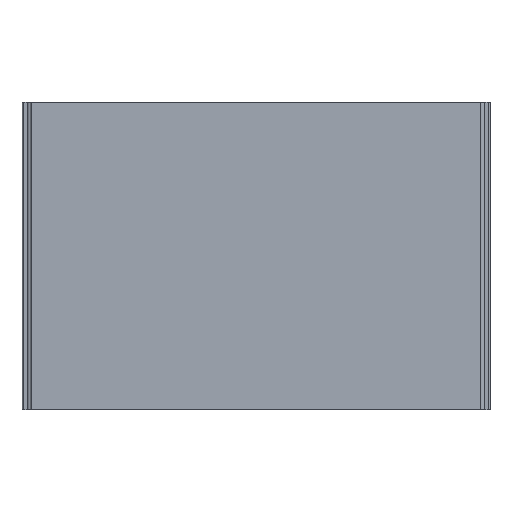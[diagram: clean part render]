
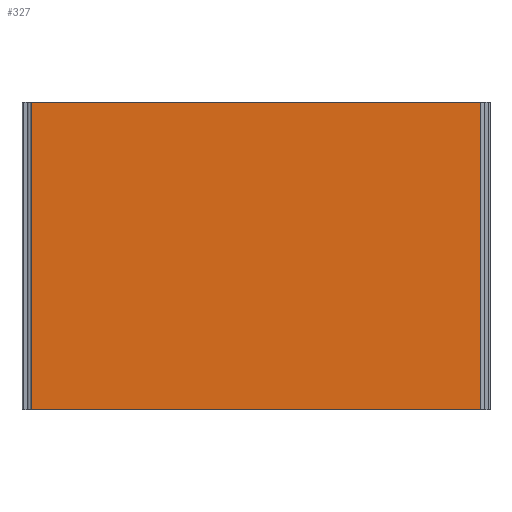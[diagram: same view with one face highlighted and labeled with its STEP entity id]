
A CAD part, front view. The second image highlights one B-rep face of the part: STEP entity #327.
In plain terms, the highlighted planar face has unit normal (0, -1, 0).
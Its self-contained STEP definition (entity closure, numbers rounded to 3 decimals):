
#28 = CARTESIAN_POINT ( 'NONE',  ( -30.516, 0., 10. ) ) ;
#53 = DIRECTION ( 'NONE',  ( 0., 0., 1. ) ) ;
#58 = ORIENTED_EDGE ( 'NONE', *, *, #172, .F. ) ;
#63 = DIRECTION ( 'NONE',  ( 1., 0., 0. ) ) ;
#102 = VECTOR ( 'NONE', #53, 1000. ) ;
#105 = EDGE_CURVE ( 'NONE', #810, #452, #717, .T. ) ;
#146 = LINE ( 'NONE', #497, #430 ) ;
#172 = EDGE_CURVE ( 'NONE', #810, #678, #727, .T. ) ;
#177 = ORIENTED_EDGE ( 'NONE', *, *, #572, .T. ) ;
#239 = VECTOR ( 'NONE', #429, 1000. ) ;
#327 = ADVANCED_FACE ( 'NONE', ( #567 ), #518, .T. ) ;
#335 = EDGE_LOOP ( 'NONE', ( #773, #58, #462, #177 ) ) ;
#381 = CARTESIAN_POINT ( 'NONE',  ( 116.016, 0., 10. ) ) ;
#396 = CARTESIAN_POINT ( 'NONE',  ( 116.016, 0., 110. ) ) ;
#423 = DIRECTION ( 'NONE',  ( 1., 0., 0. ) ) ;
#429 = DIRECTION ( 'NONE',  ( 0., 0., 1. ) ) ;
#430 = VECTOR ( 'NONE', #423, 1000. ) ;
#452 = VERTEX_POINT ( 'NONE', #381 ) ;
#462 = ORIENTED_EDGE ( 'NONE', *, *, #105, .T. ) ;
#470 = VECTOR ( 'NONE', #63, 1000. ) ;
#471 = CARTESIAN_POINT ( 'NONE',  ( 116.016, 0., 10. ) ) ;
#484 = CARTESIAN_POINT ( 'NONE',  ( -30.516, 0., 10. ) ) ;
#497 = CARTESIAN_POINT ( 'NONE',  ( -30.516, 0., 110. ) ) ;
#508 = DIRECTION ( 'NONE',  ( 1., 0., 0. ) ) ;
#518 = PLANE ( 'NONE',  #720 ) ;
#567 = FACE_OUTER_BOUND ( 'NONE', #335, .T. ) ;
#572 = EDGE_CURVE ( 'NONE', #452, #629, #740, .T. ) ;
#581 = DIRECTION ( 'NONE',  ( 0., -1., 0. ) ) ;
#629 = VERTEX_POINT ( 'NONE', #396 ) ;
#678 = VERTEX_POINT ( 'NONE', #884 ) ;
#695 = EDGE_CURVE ( 'NONE', #678, #629, #146, .T. ) ;
#717 = LINE ( 'NONE', #484, #470 ) ;
#720 = AXIS2_PLACEMENT_3D ( 'NONE', #28, #581, #508 ) ;
#727 = LINE ( 'NONE', #762, #239 ) ;
#740 = LINE ( 'NONE', #471, #102 ) ;
#762 = CARTESIAN_POINT ( 'NONE',  ( -30.516, 0., 10. ) ) ;
#773 = ORIENTED_EDGE ( 'NONE', *, *, #695, .F. ) ;
#810 = VERTEX_POINT ( 'NONE', #836 ) ;
#836 = CARTESIAN_POINT ( 'NONE',  ( -30.516, 0., 10. ) ) ;
#884 = CARTESIAN_POINT ( 'NONE',  ( -30.516, 0., 110. ) ) ;
